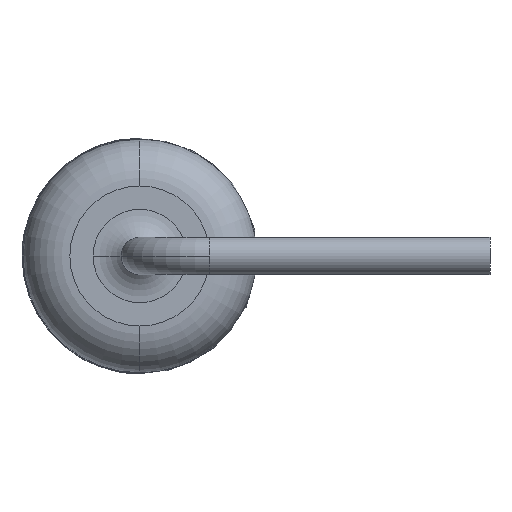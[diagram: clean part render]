
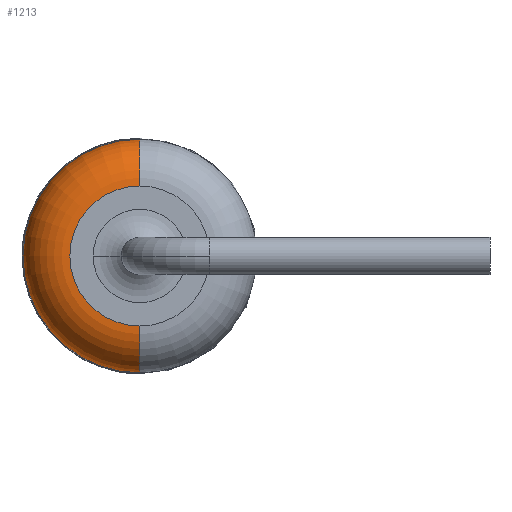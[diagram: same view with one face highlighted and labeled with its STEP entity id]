
A CAD part, left-side view. The second image highlights one B-rep face of the part: STEP entity #1213.
In plain terms, the highlighted toroidal (fillet/blend) face has major radius 1.5 mm and minor radius 1 mm.
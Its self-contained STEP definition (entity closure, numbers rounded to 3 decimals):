
#5 = ORIENTED_EDGE ( 'NONE', *, *, #1879, .F. ) ;
#22 = CARTESIAN_POINT ( 'NONE',  ( -7.5, 0., -1.5 ) ) ;
#116 = CARTESIAN_POINT ( 'NONE',  ( -7.5, 0., 1.5 ) ) ;
#168 = DIRECTION ( 'NONE',  ( 0., 0., -1. ) ) ;
#170 = AXIS2_PLACEMENT_3D ( 'NONE', #1285, #2270, #1439 ) ;
#228 = ORIENTED_EDGE ( 'NONE', *, *, #1314, .F. ) ;
#289 = VERTEX_POINT ( 'NONE', #22 ) ;
#317 = EDGE_CURVE ( 'NONE', #1345, #2391, #1957, .T. ) ;
#394 = FACE_OUTER_BOUND ( 'NONE', #917, .T. ) ;
#505 = CARTESIAN_POINT ( 'NONE',  ( -6.5, 0., -1.5 ) ) ;
#539 = DIRECTION ( 'NONE',  ( 0., 0., -1. ) ) ;
#619 = AXIS2_PLACEMENT_3D ( 'NONE', #1361, #1600, #539 ) ;
#664 = CIRCLE ( 'NONE', #619, 2.5 ) ;
#677 = DIRECTION ( 'NONE',  ( 0., 1., 0. ) ) ;
#690 = TOROIDAL_SURFACE ( 'NONE', #170, 1.5, 1. ) ;
#852 = AXIS2_PLACEMENT_3D ( 'NONE', #1109, #677, #2119 ) ;
#917 = EDGE_LOOP ( 'NONE', ( #5, #1097, #1201, #228 ) ) ;
#1097 = ORIENTED_EDGE ( 'NONE', *, *, #317, .T. ) ;
#1109 = CARTESIAN_POINT ( 'NONE',  ( -6.5, 0., 1.5 ) ) ;
#1201 = ORIENTED_EDGE ( 'NONE', *, *, #1657, .F. ) ;
#1213 = ADVANCED_FACE ( 'NONE', ( #394 ), #690, .T. ) ;
#1216 = CARTESIAN_POINT ( 'NONE',  ( -7.5, 0., 0. ) ) ;
#1285 = CARTESIAN_POINT ( 'NONE',  ( -6.5, 0., 0. ) ) ;
#1314 = EDGE_CURVE ( 'NONE', #289, #1450, #1473, .T. ) ;
#1345 = VERTEX_POINT ( 'NONE', #116 ) ;
#1361 = CARTESIAN_POINT ( 'NONE',  ( -6.5, 0., 0. ) ) ;
#1439 = DIRECTION ( 'NONE',  ( 0., 0., -1. ) ) ;
#1450 = VERTEX_POINT ( 'NONE', #2027 ) ;
#1473 = CIRCLE ( 'NONE', #1849, 1. ) ;
#1600 = DIRECTION ( 'NONE',  ( 1., 0., 0. ) ) ;
#1657 = EDGE_CURVE ( 'NONE', #1450, #2391, #664, .T. ) ;
#1774 = DIRECTION ( 'NONE',  ( 0., 0., -1. ) ) ;
#1849 = AXIS2_PLACEMENT_3D ( 'NONE', #505, #2368, #1774 ) ;
#1879 = EDGE_CURVE ( 'NONE', #1345, #289, #2373, .T. ) ;
#1957 = CIRCLE ( 'NONE', #852, 1. ) ;
#2027 = CARTESIAN_POINT ( 'NONE',  ( -6.5, 0., -2.5 ) ) ;
#2049 = DIRECTION ( 'NONE',  ( -1., 0., 0. ) ) ;
#2119 = DIRECTION ( 'NONE',  ( 0., 0., 1. ) ) ;
#2243 = AXIS2_PLACEMENT_3D ( 'NONE', #1216, #2049, #168 ) ;
#2270 = DIRECTION ( 'NONE',  ( 1., 0., 0. ) ) ;
#2368 = DIRECTION ( 'NONE',  ( 0., -1., 0. ) ) ;
#2373 = CIRCLE ( 'NONE', #2243, 1.5 ) ;
#2391 = VERTEX_POINT ( 'NONE', #2489 ) ;
#2489 = CARTESIAN_POINT ( 'NONE',  ( -6.5, 0., 2.5 ) ) ;
